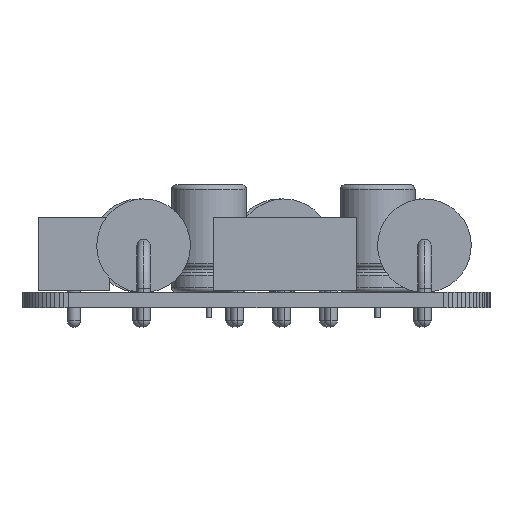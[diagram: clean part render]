
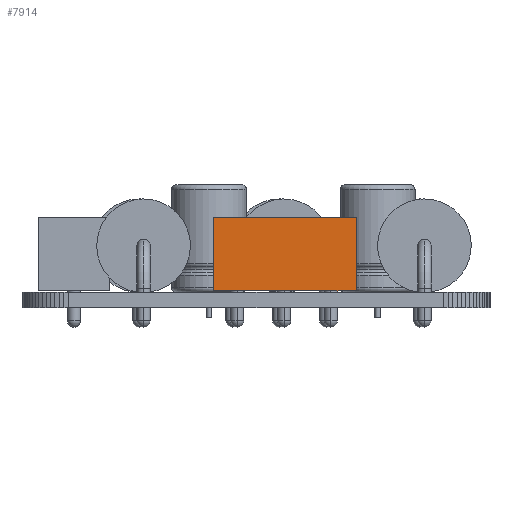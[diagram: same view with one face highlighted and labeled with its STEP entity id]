
A CAD part, left-side view. The second image highlights one B-rep face of the part: STEP entity #7914.
In plain terms, the highlighted face is planar.
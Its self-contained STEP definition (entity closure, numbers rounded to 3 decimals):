
#7889 = VERTEX_POINT('',#7890);
#7890 = CARTESIAN_POINT('',(-2.54,-3.81,8.));
#7896 = EDGE_CURVE('',#7897,#7889,#7899,.T.);
#7897 = VERTEX_POINT('',#7898);
#7898 = CARTESIAN_POINT('',(-2.54,-3.81,0.2));
#7899 = LINE('',#7900,#7901);
#7900 = CARTESIAN_POINT('',(-2.54,-3.81,0.2));
#7901 = VECTOR('',#7902,1.);
#7902 = DIRECTION('',(0.,0.,1.));
#7914 = ADVANCED_FACE('',(#7915),#7940,.F.);
#7915 = FACE_BOUND('',#7916,.F.);
#7916 = EDGE_LOOP('',(#7917,#7918,#7926,#7934));
#7917 = ORIENTED_EDGE('',*,*,#7896,.T.);
#7918 = ORIENTED_EDGE('',*,*,#7919,.T.);
#7919 = EDGE_CURVE('',#7889,#7920,#7922,.T.);
#7920 = VERTEX_POINT('',#7921);
#7921 = CARTESIAN_POINT('',(12.7,-3.81,8.));
#7922 = LINE('',#7923,#7924);
#7923 = CARTESIAN_POINT('',(-2.54,-3.81,8.));
#7924 = VECTOR('',#7925,1.);
#7925 = DIRECTION('',(1.,0.,0.));
#7926 = ORIENTED_EDGE('',*,*,#7927,.F.);
#7927 = EDGE_CURVE('',#7928,#7920,#7930,.T.);
#7928 = VERTEX_POINT('',#7929);
#7929 = CARTESIAN_POINT('',(12.7,-3.81,0.2));
#7930 = LINE('',#7931,#7932);
#7931 = CARTESIAN_POINT('',(12.7,-3.81,0.2));
#7932 = VECTOR('',#7933,1.);
#7933 = DIRECTION('',(0.,0.,1.));
#7934 = ORIENTED_EDGE('',*,*,#7935,.F.);
#7935 = EDGE_CURVE('',#7897,#7928,#7936,.T.);
#7936 = LINE('',#7937,#7938);
#7937 = CARTESIAN_POINT('',(-2.54,-3.81,0.2));
#7938 = VECTOR('',#7939,1.);
#7939 = DIRECTION('',(1.,0.,0.));
#7940 = PLANE('',#7941);
#7941 = AXIS2_PLACEMENT_3D('',#7942,#7943,#7944);
#7942 = CARTESIAN_POINT('',(-2.54,-3.81,0.2));
#7943 = DIRECTION('',(0.,1.,0.));
#7944 = DIRECTION('',(1.,0.,0.));
